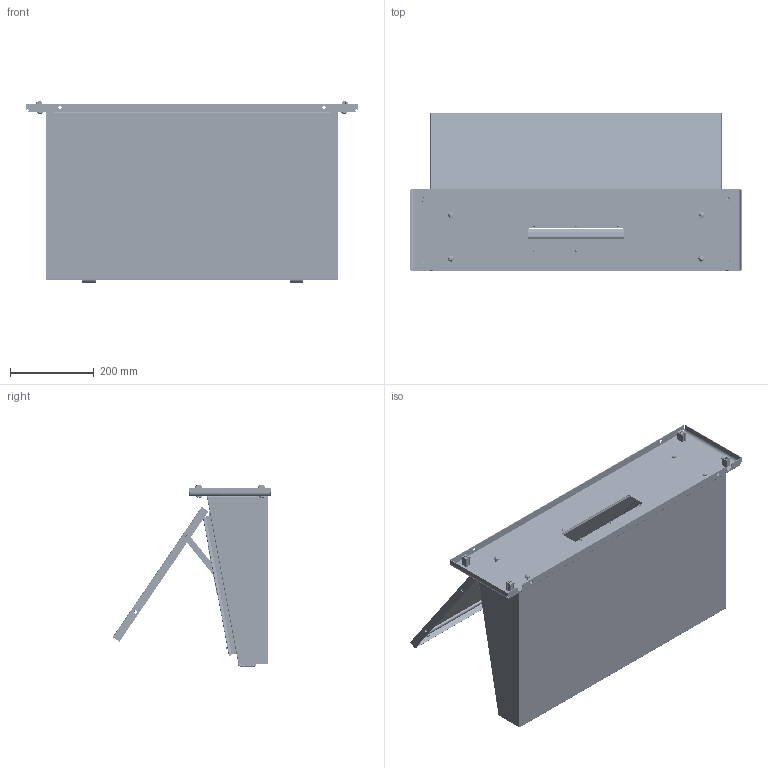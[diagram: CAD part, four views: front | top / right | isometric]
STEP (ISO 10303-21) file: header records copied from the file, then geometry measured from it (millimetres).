
FILE_DESCRIPTION (( 'STEP AP203' ), '1' );
FILE_NAME ('R5LE800.step', '2011-04-05T13:42:17', ( 'User' ), ( 'DKC' ), 'SwSTEP 2.0', 'SolidWorks 2011', '' );
FILE_SCHEMA (( 'CONFIG_CONTROL_DESIGN' ));
Products named in the file (37): Rounded head screw with cross slot M6 x 12_ISO 7045 - M6 x 12 - Z --- 12S; MOLLA AC00C344_AC00C344; Handle for desk; AC00C348; Hex Flange Bolt M6x10_ISO 4162 - M6 x 12 x 12-S; Piastrina AC00C347; Inserto a doppio pettine AC00C443_AC00C343; BASETTA ESTERNA PER BOX AC00C503_AC00C503; AC00C172 new_Default; Mensola leggio per quadro, porta superiore_800; Mensola leggio per quadro, fianco sinistro_QB09C277; Mensola leggio per quadro, fianco destro_QB09C276; AC00C279_AC00C279; bar AC00C278_Default; Asta sostegno portina mensola AC00C452; Guarnizione perno per cerniere AC00C409; perno AC00C401_AC00C401; Tapping screw 4.2x16_Tapping screw 4.2x16; end-cap_AC00C061; land; sealant for desking door_500x800; CERNIERA AC00C399_Default; CERNIERA AC00C398; blocchetto fissaggio cerniera AC00C354_AC00C354; R5LE800; Tapping screw 4.8x9.5 AC00C352_AC00C352; AC00C318_AC00C318; Nut M5_Nut M5; Lock washer DIN 6799 - 7_Lock washer DIN 6799 - 7; Lock washer DIN 6799 - 4_Lock washer DIN 6799 - 4; Flange nut M6_ISO 7044-M6-S; Screw M5 x 12 PFH_Screw M5 x 12 PFH; Flange Nut M5_Flange Nut M5; Vite M5x10 AC00C274_Vite M5x10 AC00C274; Mensola leggio per quadro, traversa frontale_800; Mensola leggio per quadro, traversa superiore_800; Mensola leggio per quadro, pannello posteriore_800
Assembly tree (73 placements, depth 3):
  R5LE800
    perno AC00C401_AC00C401  x2
    blocchetto fissaggio cerniera AC00C354_AC00C354  x2
    Screw M5 x 12 PFH_Screw M5 x 12 PFH
    CERNIERA AC00C398  x2
    Rounded head screw with cross slot M6 x 12_ISO 7045 - M6 x 12 - Z --- 12S  x8
    MOLLA AC00C344_AC00C344  x2
    Mensola leggio per quadro, traversa frontale_800
    CERNIERA AC00C399_Default  x2
    Nut M5_Nut M5
    Guarnizione perno per cerniere AC00C409  x2
    end-cap_AC00C061  x3
    Mensola leggio per quadro, pannello posteriore_800
    Tapping screw 4.2x16_Tapping screw 4.2x16  x4
    land  x5
    Tapping screw 4.8x9.5 AC00C352_AC00C352  x6
    AC00C172 new_Default  x4
    AC00C318_AC00C318  x2
    Flange Nut M5_Flange Nut M5  x2
    Mensola leggio per quadro, porta superiore_800
    Handle for desk  x2
      BASETTA ESTERNA PER BOX AC00C503_AC00C503
      Hex Flange Bolt M6x10_ISO 4162 - M6 x 12 x 12-S
      Inserto a doppio pettine AC00C443_AC00C343
      AC00C348
      Piastrina AC00C347
    Lock washer DIN 6799 - 4_Lock washer DIN 6799 - 4
    Asta sostegno portina mensola AC00C452
    Flange nut M6_ISO 7044-M6-S  x4
    sealant for desking door_500x800
    Mensola leggio per quadro, fianco destro_QB09C276
    Lock washer DIN 6799 - 7_Lock washer DIN 6799 - 7
    bar AC00C278_Default
    Vite M5x10 AC00C274_Vite M5x10 AC00C274  x2
    Mensola leggio per quadro, fianco sinistro_QB09C277
    AC00C279_AC00C279
    Mensola leggio per quadro, traversa superiore_800
Bounding box: 794 x 377.62 x 434 mm (x, y, z)
Volume: 1982713.3 mm3; surface area: 2267327.5 mm2
Topology: 99 solids, 99 shells, 6529 faces, 17003 edges, 10748 vertices
Faces by surface type: plane 1694, bspline 1677, cylinder 1620, cone 1318, torus 154, sphere 66
Entity records: 151803 total; most frequent: CARTESIAN_POINT 90457, ORIENTED_EDGE 12454, DIRECTION 10971, EDGE_CURVE 6227, AXIS2_PLACEMENT_3D 4026, VERTEX_POINT 3912, LINE 2919, VECTOR 2919
